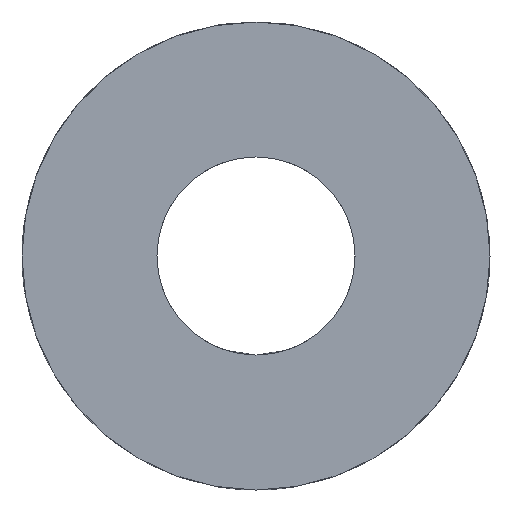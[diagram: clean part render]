
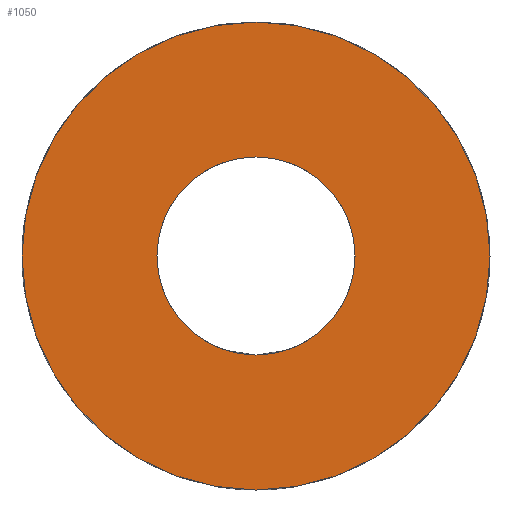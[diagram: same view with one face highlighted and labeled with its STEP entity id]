
A CAD part, left-side view. The second image highlights one B-rep face of the part: STEP entity #1050.
In plain terms, the highlighted planar face has unit normal (-1, 0, 0).
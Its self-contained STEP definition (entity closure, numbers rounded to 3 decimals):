
#282 = FACE_BOUND ( 'NONE', #3540, .T. ) ;
#347 = ORIENTED_EDGE ( 'NONE', *, *, #3001, .F. ) ;
#352 = ORIENTED_EDGE ( 'NONE', *, *, #3815, .F. ) ;
#358 = ORIENTED_EDGE ( 'NONE', *, *, #2567, .F. ) ;
#359 = ORIENTED_EDGE ( 'NONE', *, *, #3558, .F. ) ;
#727 = DIRECTION ( 'NONE',  ( 0., 0., -1. ) ) ;
#731 = DIRECTION ( 'NONE',  ( 1., 0., 0. ) ) ;
#734 = CARTESIAN_POINT ( 'NONE',  ( -11., 0., 0. ) ) ;
#1050 = ADVANCED_FACE ( 'NONE', ( #282, #3791 ), #4072, .F. ) ;
#1223 = DIRECTION ( 'NONE',  ( 0., 0., -1. ) ) ;
#1228 = DIRECTION ( 'NONE',  ( -1., 0., 0. ) ) ;
#1232 = CARTESIAN_POINT ( 'NONE',  ( -11., 0., 0. ) ) ;
#1321 = DIRECTION ( 'NONE',  ( 0., 0., -1. ) ) ;
#1338 = DIRECTION ( 'NONE',  ( -1., 0., 0. ) ) ;
#1359 = CARTESIAN_POINT ( 'NONE',  ( -11., 0., 0. ) ) ;
#1660 = CIRCLE ( 'NONE', #3634, 3.175 ) ;
#1799 = AXIS2_PLACEMENT_3D ( 'NONE', #4027, #4017, #4013 ) ;
#1908 = CIRCLE ( 'NONE', #3691, 7.5 ) ;
#2504 = CIRCLE ( 'NONE', #4410, 3.175 ) ;
#2567 = EDGE_CURVE ( 'NONE', #4354, #4360, #1660, .T. ) ;
#2617 = CARTESIAN_POINT ( 'NONE',  ( -11., 0., -7.5 ) ) ;
#2695 = CIRCLE ( 'NONE', #4097, 7.5 ) ;
#3001 = EDGE_CURVE ( 'NONE', #4448, #4653, #1908, .T. ) ;
#3540 = EDGE_LOOP ( 'NONE', ( #359, #358 ) ) ;
#3558 = EDGE_CURVE ( 'NONE', #4360, #4354, #2504, .T. ) ;
#3634 = AXIS2_PLACEMENT_3D ( 'NONE', #1359, #1338, #1321 ) ;
#3691 = AXIS2_PLACEMENT_3D ( 'NONE', #3845, #3843, #3840 ) ;
#3768 = CARTESIAN_POINT ( 'NONE',  ( -11., 0., -3.175 ) ) ;
#3791 = FACE_OUTER_BOUND ( 'NONE', #4394, .T. ) ;
#3815 = EDGE_CURVE ( 'NONE', #4653, #4448, #2695, .T. ) ;
#3840 = DIRECTION ( 'NONE',  ( 0., 0., -1. ) ) ;
#3843 = DIRECTION ( 'NONE',  ( 1., 0., 0. ) ) ;
#3845 = CARTESIAN_POINT ( 'NONE',  ( -11., 0., 0. ) ) ;
#4013 = DIRECTION ( 'NONE',  ( 0., 0., -1. ) ) ;
#4017 = DIRECTION ( 'NONE',  ( 1., 0., 0. ) ) ;
#4027 = CARTESIAN_POINT ( 'NONE',  ( -11., 0., 0. ) ) ;
#4072 = PLANE ( 'NONE',  #1799 ) ;
#4097 = AXIS2_PLACEMENT_3D ( 'NONE', #734, #731, #727 ) ;
#4137 = CARTESIAN_POINT ( 'NONE',  ( -11., 0., 7.5 ) ) ;
#4354 = VERTEX_POINT ( 'NONE', #4544 ) ;
#4360 = VERTEX_POINT ( 'NONE', #3768 ) ;
#4394 = EDGE_LOOP ( 'NONE', ( #352, #347 ) ) ;
#4410 = AXIS2_PLACEMENT_3D ( 'NONE', #1232, #1228, #1223 ) ;
#4448 = VERTEX_POINT ( 'NONE', #4137 ) ;
#4544 = CARTESIAN_POINT ( 'NONE',  ( -11., 0., 3.175 ) ) ;
#4653 = VERTEX_POINT ( 'NONE', #2617 ) ;
